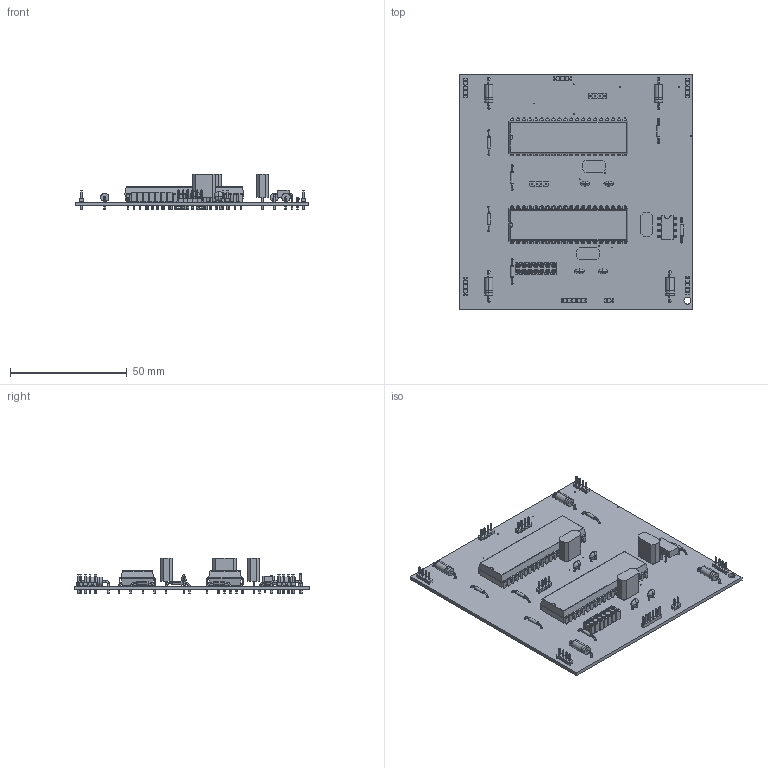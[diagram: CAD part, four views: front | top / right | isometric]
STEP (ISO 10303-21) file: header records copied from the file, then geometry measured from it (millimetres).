
FILE_DESCRIPTION(('PCB Model'),'2;1');
FILE_NAME('Self_Car.STEP','2018-06-21T23:23:14',( 'Hassan'),('Unspecified'),'Open CASCADE STEP processor 6.8', 'Proteus','Unknown');
FILE_SCHEMA(('CONFIG_CONTROL_DESIGN','SHAPE_APPEARANCE_LAYER_MIM'));
Length unit declared in the file: millimetre
Products named in the file (105): Open CASCADE STEP translator 6.8 1; Layer_1; PIC16F877A-CONTROL; Open CASCADE STEP translator 6.8 1.2.1; Body_1; PIC16F877ACONNECTION; Open CASCADE STEP translator 6.8 1.3.1; C1; Open CASCADE STEP translator 6.8 1.4.1; Pin_1; Pin_2; C2; C3; C4; FR_LED; Open CASCADE STEP translator 6.8 1.8.1; FL_LED; Open CASCADE STEP translator 6.8 1.9.1; BR-LED; Open CASCADE STEP translator 6.8 1.10.1; BL-LED; Open CASCADE STEP translator 6.8 1.11.1; FS; Open CASCADE STEP translator 6.8 1.12.1; M22-201_ASM|Next_assembly_relationship;M22-201-MOULD; M22-201_ASM|Next_assembly_relationship;M22-201-PIN; FLS; Open CASCADE STEP translator 6.8 1.13.1; FRS; Open CASCADE STEP translator 6.8 1.14.1; BRS; Open CASCADE STEP translator 6.8 1.15.1; BLS; Open CASCADE STEP translator 6.8 1.16.1; GPS; Open CASCADE STEP translator 6.8 1.17.1; MOTOR; Open CASCADE STEP translator 6.8 1.18.1; Pin_3; Pin_4 ...
Assembly tree (148 placements, depth 5):
  Open CASCADE STEP translator 6.8 1
    Layer_1
    PIC16F877A-CONTROL
      Open CASCADE STEP translator 6.8 1.2.1
        Body_1
    PIC16F877ACONNECTION
      Open CASCADE STEP translator 6.8 1.3.1
        Body_1
    C1
      Open CASCADE STEP translator 6.8 1.4.1
        Body_1
        Pin_1
        Pin_2
    C2
      Open CASCADE STEP translator 6.8 1.4.1
        Body_1
        Pin_1
        Pin_2
    C3
      Open CASCADE STEP translator 6.8 1.4.1
        Body_1
        Pin_1
        Pin_2
    C4
      Open CASCADE STEP translator 6.8 1.4.1
        Body_1
        Pin_1
        Pin_2
    FR_LED
      Open CASCADE STEP translator 6.8 1.8.1
        Body_1
          (unnamed)
          (unnamed)
          (unnamed)
          (unnamed)
          (unnamed)
          (unnamed)
          (unnamed)
          (unnamed)
          (unnamed)
    FL_LED
      Open CASCADE STEP translator 6.8 1.9.1
        Body_1
          (unnamed)
          (unnamed)
          (unnamed)
          (unnamed)
          (unnamed)
          (unnamed)
          (unnamed)
          (unnamed)
          (unnamed)
    BR-LED
      Open CASCADE STEP translator 6.8 1.10.1
        Body_1
          (unnamed)
          (unnamed)
          (unnamed)
          (unnamed)
          (unnamed)
Bounding box: 100 x 100.9 x 15.4 mm (x, y, z)
Volume: 26961.2 mm3; surface area: 31742 mm2
Topology: 133 solids, 133 shells, 3785 faces, 9479 edges, 5768 vertices
Faces by surface type: plane 1413, bspline 968, cylinder 870, cone 280, sphere 174, torus 68, extrusion 12
Entity records: 81274 total; most frequent: CARTESIAN_POINT 11990, DIRECTION 10596, ORIENTED_EDGE 10278, EDGE_CURVE 5139, AXIS2_PLACEMENT_3D 3766, VERTEX_POINT 3234, VECTOR 3064, LINE 3062
